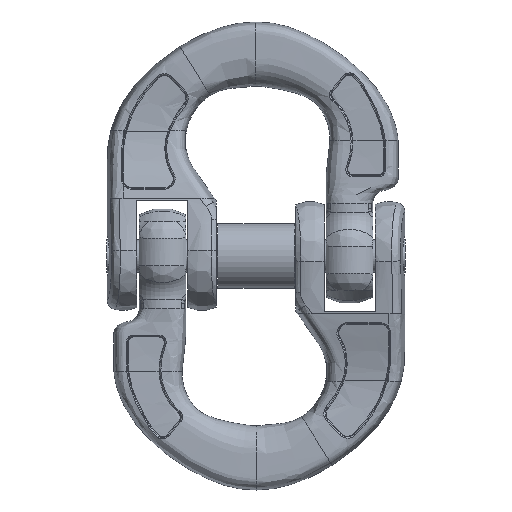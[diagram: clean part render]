
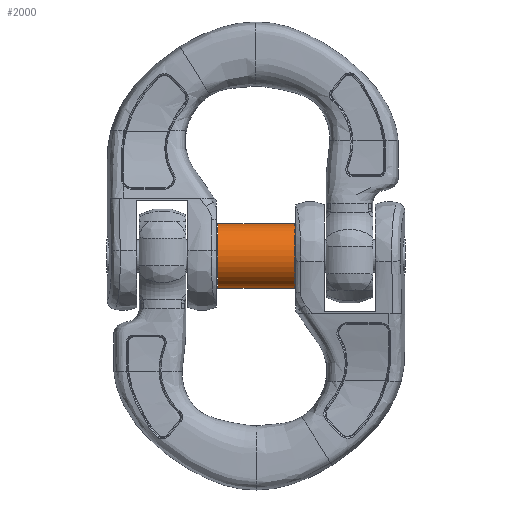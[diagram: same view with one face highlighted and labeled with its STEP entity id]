
A CAD part, top view. The second image highlights one B-rep face of the part: STEP entity #2000.
In plain terms, the highlighted cylindrical face has radius 5 mm (diameter 10 mm), a full revolution.
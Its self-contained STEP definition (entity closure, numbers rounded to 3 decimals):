
#2000=ADVANCED_FACE('',(#2594,#2595),#2495,.T.);
#2495=CYLINDRICAL_SURFACE('',#7625,5.);
#2594=FACE_BOUND('',#2636,.T.);
#2595=FACE_BOUND('',#2637,.T.);
#2636=EDGE_LOOP('',(#3152));
#2637=EDGE_LOOP('',(#3153));
#3152=ORIENTED_EDGE('',*,*,#6188,.F.);
#3153=ORIENTED_EDGE('',*,*,#6189,.T.);
#5496=VERTEX_POINT('',#9126);
#5497=VERTEX_POINT('',#9128);
#6188=EDGE_CURVE('',#5496,#5496,#7360,.T.);
#6189=EDGE_CURVE('',#5497,#5497,#7361,.T.);
#7360=CIRCLE('',#7623,5.);
#7361=CIRCLE('',#7624,5.);
#7623=AXIS2_PLACEMENT_3D('',#9125,#8076,#8077);
#7624=AXIS2_PLACEMENT_3D('',#9127,#8078,#8079);
#7625=AXIS2_PLACEMENT_3D('',#9129,#8080,#8081);
#8076=DIRECTION('',(1.,0.,0.));
#8077=DIRECTION('',(0.,0.,-1.));
#8078=DIRECTION('',(1.,0.,0.));
#8079=DIRECTION('',(0.,0.,-1.));
#8080=DIRECTION('',(-1.,0.,0.));
#8081=DIRECTION('',(0.,0.,1.));
#9125=CARTESIAN_POINT('',(6.,26.499,0.));
#9126=CARTESIAN_POINT('',(6.,26.499,-5.));
#9127=CARTESIAN_POINT('',(-6.,26.499,0.));
#9128=CARTESIAN_POINT('',(-6.,26.499,-5.));
#9129=CARTESIAN_POINT('',(6.,26.499,0.));
